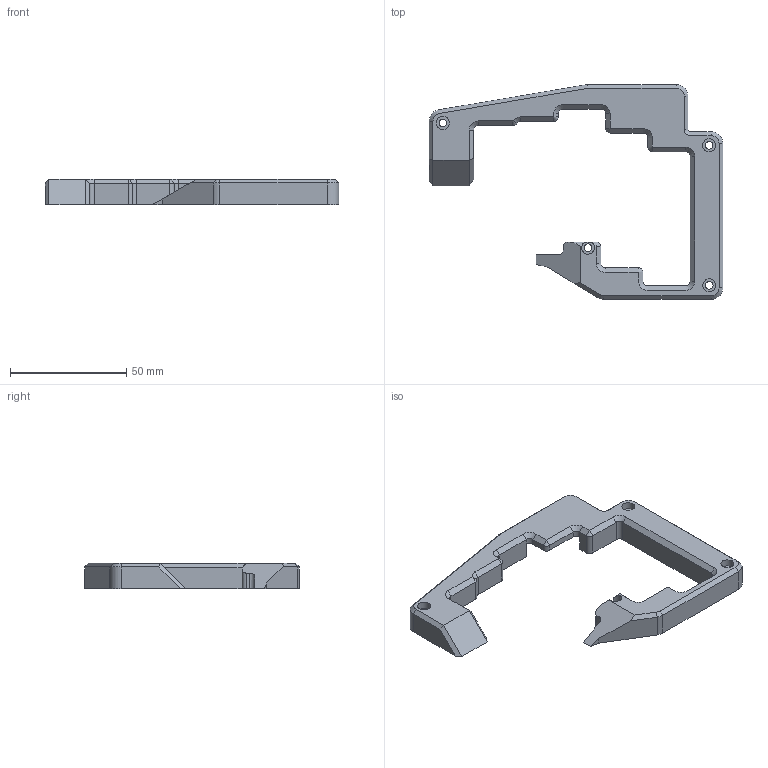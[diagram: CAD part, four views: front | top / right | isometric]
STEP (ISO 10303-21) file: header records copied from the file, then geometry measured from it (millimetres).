
FILE_DESCRIPTION(('HOOPS Exchange Step'),'2;1');
FILE_NAME('temp_export','2024-03-28T18:40:28-05:00',('vinniefranco'),('Shapr3D Limited'),'HOOPS Exchange 2023.2','Shapr3D','Authorized');
FILE_SCHEMA( ('AUTOMOTIVE_DESIGN { 1 0 10303 214 1 1 1 1 }') );
Length unit declared in the file: millimetre
Products named in the file (1): Lid
Bounding box: 126.53 x 92.5 x 11 mm (x, y, z)
Volume: 13596.3 mm3; surface area: 19496.9 mm2
Topology: 1 solids, 1 shells, 223 faces, 592 edges, 375 vertices
Faces by surface type: plane 119, cylinder 68, cone 36
Full cylindrical faces by diameter (mm): 3.3 x4, 5.6 x3, 6.1 x3, 8.4 x3
Entity records: 6933 total; most frequent: DIRECTION 1228, CARTESIAN_POINT 1204, ORIENTED_EDGE 1174, EDGE_CURVE 587, AXIS2_PLACEMENT_3D 419, VECTOR 390, LINE 390, VERTEX_POINT 375
